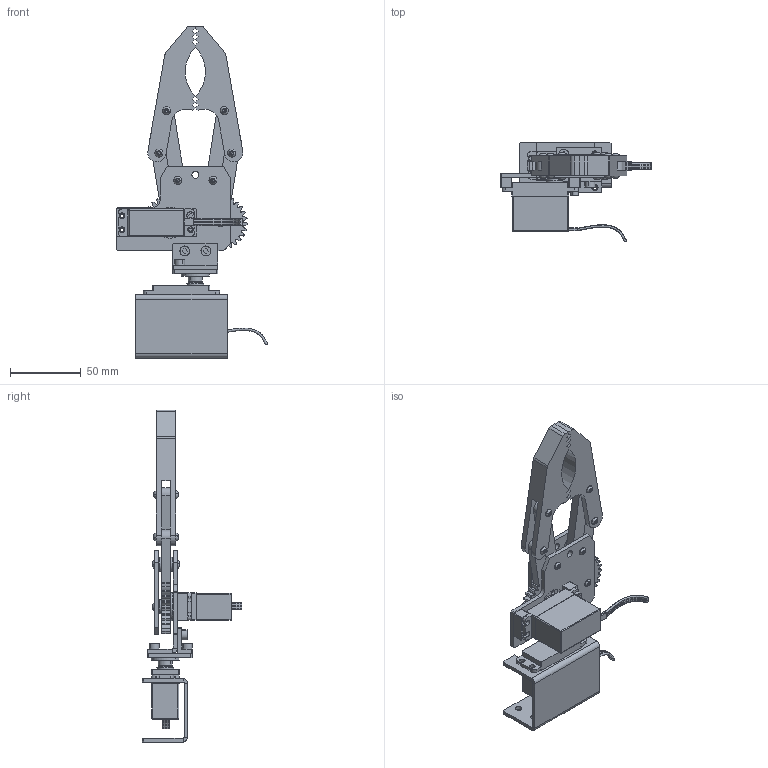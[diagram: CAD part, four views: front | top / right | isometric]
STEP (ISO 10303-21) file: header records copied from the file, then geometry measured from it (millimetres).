
FILE_DESCRIPTION (( 'STEP AP203' ), '1' );
FILE_NAME ('儂迮忒.STEP', '2014-08-02T08:18:55', ( 'admin' ), ( '' ), 'SwSTEP 2.0', 'SolidWorks 2013', '' );
FILE_SCHEMA (( 'CONFIG_CONTROL_DESIGN' ));
Length unit declared in the file: millimetre
Products named in the file (21): 忒蛈盓傅輸; 踢扽嗆攫; GB／T70．1-2000内六角圆柱头螺钉M4×6; 忒蛈裔啣; 种粣A; 唅蛌萇儂假蚾輸; 儂迮忒; 垫圈; 唅蛌萇儂蟀諉輸; 盓傅輸; 忒蛈菁啣; 内六角圆柱头螺钉M3×6; 喘謫旋; GB／T70．2-2000内六角平圆头螺钉M3×6; 蝓蟈旋; 内六角圆柱头螺钉M3×12; 蛈赽; 儂迮忒蛈惇旍芞-02; 种粣B; MG995 嗆儂; GB／T70．1-2000内六角圆柱头螺钉M3×5
Assembly tree (52 placements, depth 3):
  儂迮忒
    MG995 嗆儂
    踢扽嗆攫
    唅蛌萇儂假蚾輸
    唅蛌萇儂蟀諉輸
    儂迮忒蛈惇旍芞-02
      忒蛈菁啣
      喘謫旋  x2
      蝓蟈旋  x2
      蛈赽  x2
      种粣B  x4
      MG995 嗆儂
      踢扽嗆攫
      忒蛈盓傅輸  x2
      忒蛈裔啣
      种粣A  x3
      垫圈  x6
      盓傅輸
      内六角圆柱头螺钉M3×6
      GB／T70．2-2000内六角平圆头螺钉M3×6  x14
      内六角圆柱头螺钉M3×12
    GB／T70．1-2000内六角圆柱头螺钉M3×5
    GB／T70．1-2000内六角圆柱头螺钉M4×6  x4
Bounding box: 107.3 x 70.22 x 235.21 mm (x, y, z)
Volume: 158171.4 mm3; surface area: 86032.2 mm2
Topology: 51 solids, 51 shells, 1578 faces, 3794 edges, 2336 vertices
Faces by surface type: cylinder 537, plane 493, cone 336, bspline 120, torus 56, sphere 36
Entity records: 28543 total; most frequent: CARTESIAN_POINT 8531, DIRECTION 3624, ORIENTED_EDGE 3432, EDGE_CURVE 1716, AXIS2_PLACEMENT_3D 1363, VERTEX_POINT 1100, LINE 898, VECTOR 898
